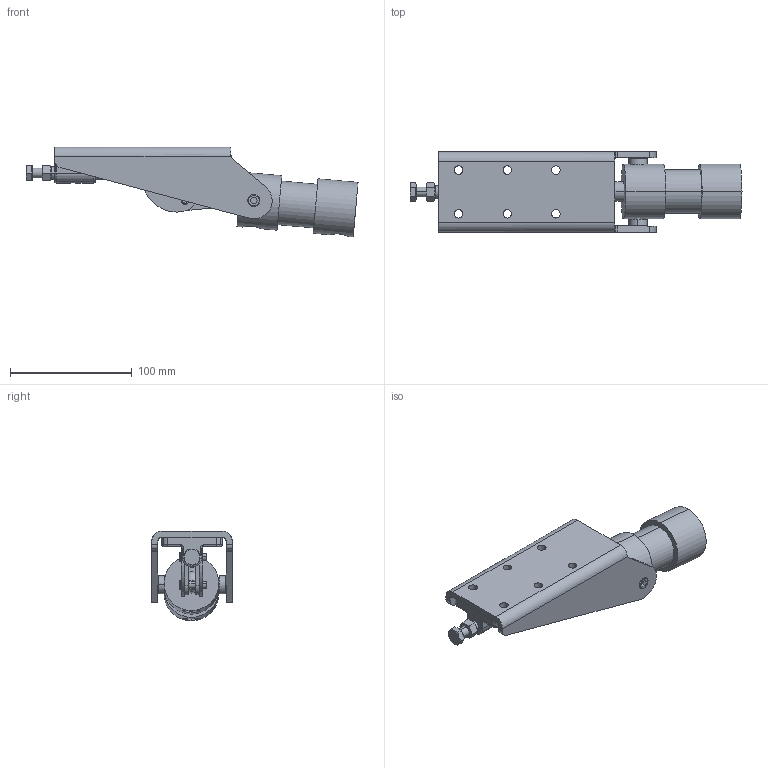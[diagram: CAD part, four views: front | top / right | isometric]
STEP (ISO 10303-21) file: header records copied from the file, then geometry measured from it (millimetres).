
FILE_DESCRIPTION((''),'2;1');
FILE_NAME('734-opened.stp','2005-09-28T10:49:27',('CAD'),(''),'Autodesk Inventor 8','Autodesk Inventor 8','');
FILE_SCHEMA(('AUTOMOTIVE_DESIGN { 1 0 10303 214 1 1 1 1 }'));
Length unit declared in the file: millimetre
Products named in the file (16): R734D1-0TEVØENÁ; 314-01D1; 734-03E1; 314-04E1; 314-05E1; 314-06E1; 734-09E1; 734-07E1; 734-08D1; N 6x15 [D=8][d=6][d1=4,2][L=15][k=1,2][L1=3][R1=0,5][R=0,6]; N 6x21 [D=8][d=6][d1=4,2][L=21][k=1,2][L1=3][R1=0,5][R=0,6]; Šroub se šestihrannou hlavou ISO 4017 - M8x40; Matice 萐N EN 24 032 M8_1; Kroužek 4 DIN 6799; Šroub s vnitøním šestihranem DIN 912 - M6 x 10; VÁLEC PV32-55
Assembly tree (22 placements, depth 2):
  R734D1-0TEVØENÁ
    314-01D1
    734-03E1  x2
    314-04E1
    314-05E1  x2
    314-06E1  x2
    734-09E1
    734-07E1  x2
    734-08D1
    N 6x15 [D=8][d=6][d1=4,2][L=15][k=1,2][L1=3][R1=0,5][R=0,6]
    N 6x21 [D=8][d=6][d1=4,2][L=21][k=1,2][L1=3][R1=0,5][R=0,6]  x2
    Šroub se šestihrannou hlavou ISO 4017 - M8x40
    Matice 萐N EN 24 032 M8_1
    Kroužek 4 DIN 6799  x2
    Šroub s vnitøním šestihranem DIN 912 - M6 x 10  x2
    VÁLEC PV32-55
Bounding box: 273.18 x 67 x 73.78 mm (x, y, z)
Volume: 292974.4 mm3; surface area: 100047.7 mm2
Topology: 22 solids, 22 shells, 653 faces, 1618 edges, 995 vertices
Faces by surface type: cylinder 252, bspline 164, plane 143, cone 64, torus 28, sphere 2
Entity records: 21297 total; most frequent: CARTESIAN_POINT 7997, DIRECTION 2848, ORIENTED_EDGE 2670, EDGE_CURVE 1335, AXIS2_PLACEMENT_3D 1171, VERTEX_POINT 832, CIRCLE 712, EDGE_LOOP 623
